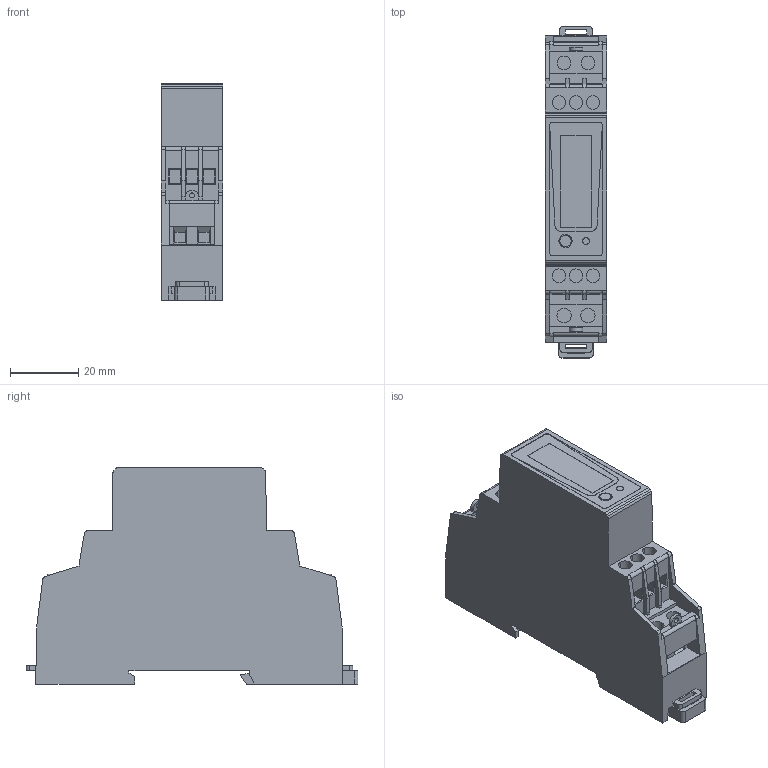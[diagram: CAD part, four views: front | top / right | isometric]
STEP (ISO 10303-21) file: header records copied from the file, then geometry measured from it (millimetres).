
FILE_DESCRIPTION(('CATIA V5 STEP Exchange','CAx-IF Rec.Pracs.--- Model Styling and Organization---1.4--- 2014-01-23'),'2;1');
FILE_NAME ('D1507318_1', '2023-05-22T11:51:18+00:00', ('none'), ('Weidmueller'), 'CATIA Version 5-6 Release 2016 SP3 HF44', 'CATIA V5 STEP AP214', 'none');
FILE_SCHEMA(('AUTOMOTIVE_DESIGN { 1 0 10303 214 1 1 1 1 }'));
Length unit declared in the file: millimetre
Products named in the file (1): S3D_EM110_RTU_2P
Bounding box: 18.14 x 97.35 x 63.5 mm (x, y, z)
Volume: 75442 mm3; surface area: 19181.9 mm2
Topology: 6 solids, 6 shells, 389 faces, 1018 edges, 664 vertices
Faces by surface type: plane 299, cylinder 73, extrusion 15, torus 2
Entity records: 11766 total; most frequent: CARTESIAN_POINT 2417, ORIENTED_EDGE 2036, DIRECTION 1440, EDGE_CURVE 1018, VECTOR 780, LINE 765, VERTEX_POINT 664, EDGE_LOOP 426
